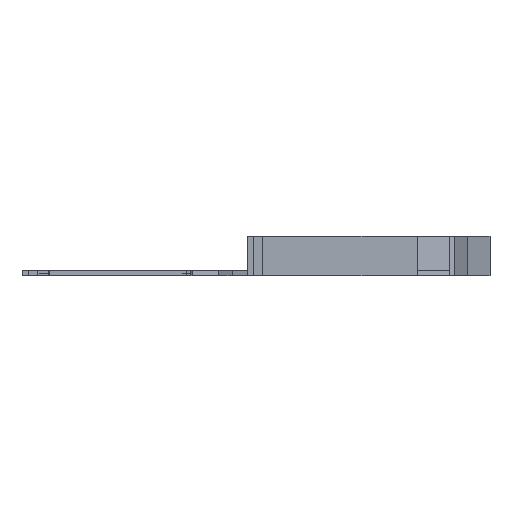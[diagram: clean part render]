
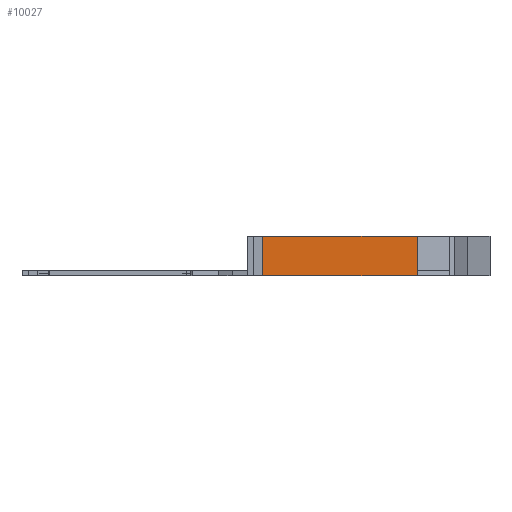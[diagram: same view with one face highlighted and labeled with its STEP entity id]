
A CAD part, left-side view. The second image highlights one B-rep face of the part: STEP entity #10027.
In plain terms, the highlighted planar face has unit normal (-1, 0, 0).
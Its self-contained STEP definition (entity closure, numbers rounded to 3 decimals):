
#9971=CARTESIAN_POINT('',(-0.095,22.86,-0.));
#9972=VERTEX_POINT('',#9971);
#9979=CARTESIAN_POINT('',(-0.095,22.86,15.6));
#9980=VERTEX_POINT('',#9979);
#9981=CARTESIAN_POINT('',(-0.095,22.86,15.6));
#9982=DIRECTION('',(0.,0.,-1.));
#9983=VECTOR('',#9982,15.6);
#9984=LINE('',#9981,#9983);
#9985=EDGE_CURVE('',#9980,#9972,#9984,.T.);
#9997=CARTESIAN_POINT('',(-0.095,-7.945,15.));
#9998=DIRECTION('',(1.,0.,0.));
#9999=DIRECTION('',(0.,0.,-1.));
#10000=AXIS2_PLACEMENT_3D('',#9997,#9998,#9999);
#10001=PLANE('',#10000);
#10002=CARTESIAN_POINT('',(-0.095,-38.751,-0.));
#10003=VERTEX_POINT('',#10002);
#10004=CARTESIAN_POINT('',(-0.095,22.86,-0.));
#10005=DIRECTION('',(0.,-1.,0.));
#10006=VECTOR('',#10005,61.611);
#10007=LINE('',#10004,#10006);
#10008=EDGE_CURVE('',#9972,#10003,#10007,.T.);
#10009=ORIENTED_EDGE('',*,*,#10008,.T.);
#10010=CARTESIAN_POINT('',(-0.095,-38.751,15.6));
#10011=VERTEX_POINT('',#10010);
#10012=CARTESIAN_POINT('',(-0.095,-38.751,15.6));
#10013=DIRECTION('',(0.,0.,-1.));
#10014=VECTOR('',#10013,15.6);
#10015=LINE('',#10012,#10014);
#10016=EDGE_CURVE('',#10011,#10003,#10015,.T.);
#10017=ORIENTED_EDGE('',*,*,#10016,.F.);
#10018=CARTESIAN_POINT('',(-0.095,22.86,15.6));
#10019=DIRECTION('',(0.,-1.,0.));
#10020=VECTOR('',#10019,61.611);
#10021=LINE('',#10018,#10020);
#10022=EDGE_CURVE('',#9980,#10011,#10021,.T.);
#10023=ORIENTED_EDGE('',*,*,#10022,.F.);
#10024=ORIENTED_EDGE('',*,*,#9985,.T.);
#10025=EDGE_LOOP('',(#10009,#10017,#10023,#10024));
#10026=FACE_BOUND('',#10025,.T.);
#10027=ADVANCED_FACE('',(#10026),#10001,.F.);
